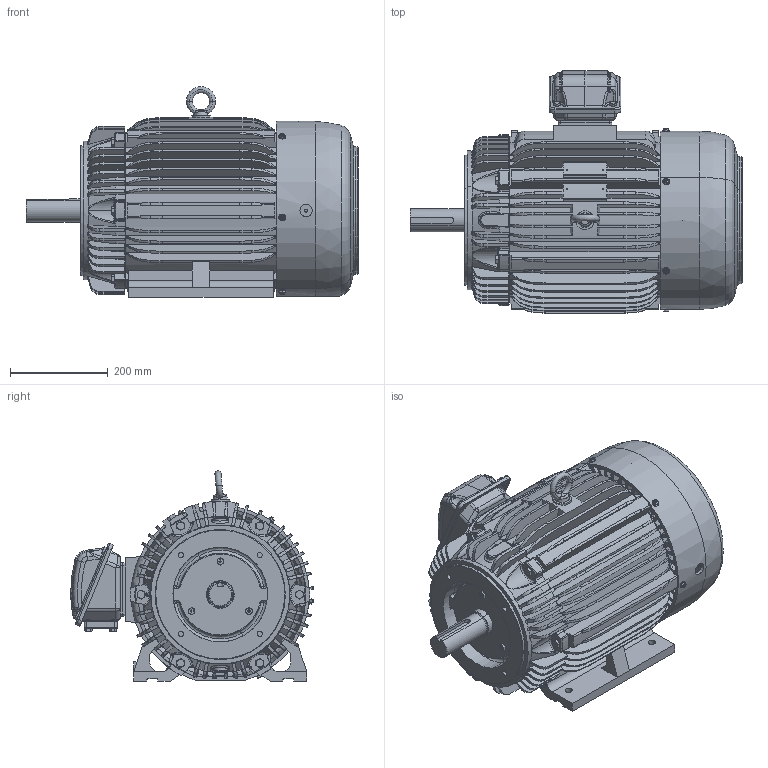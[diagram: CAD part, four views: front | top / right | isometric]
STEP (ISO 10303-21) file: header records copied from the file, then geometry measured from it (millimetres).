
FILE_DESCRIPTION(('CATIA V5 STEP Exchange'),'2;1');
FILE_NAME('284T-HV-CF_AllCATPart.stp','2012-08-29T10:24:50+00:00',('none'),('none'),'CATIA Version 5 Release 19 SP 9 (IN-10)','CATIA V5 STEP AP203','none');
FILE_SCHEMA(('CONFIG_CONTROL_DESIGN'));
Products named in the file (1): 284T-HV-CF_AllCATPart
Bounding box: 680.85 x 497.32 x 431.57 mm (x, y, z)
Volume: 15101208.3 mm3; surface area: 3136902.4 mm2
Topology: 45 solids, 45 shells, 3994 faces, 10624 edges, 6823 vertices
Faces by surface type: plane 1361, cylinder 942, torus 748, cone 562, bspline 334, sphere 43, extrusion 4
Entity records: 145555 total; most frequent: CARTESIAN_POINT 61215, ORIENTED_EDGE 21128, DIRECTION 11033, EDGE_CURVE 10564, VERTEX_POINT 6823, AXIS2_PLACEMENT_3D 5686, EDGE_LOOP 4361, ADVANCED_FACE 3994
